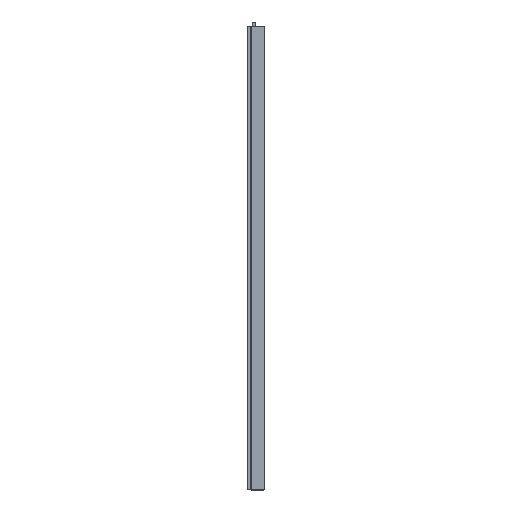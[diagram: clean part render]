
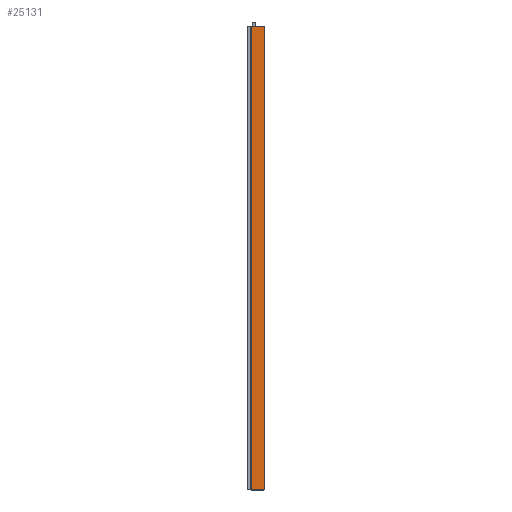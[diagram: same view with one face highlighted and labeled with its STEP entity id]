
A CAD part, left-side view. The second image highlights one B-rep face of the part: STEP entity #25131.
In plain terms, the highlighted planar face has unit normal (-1, 0, 0).
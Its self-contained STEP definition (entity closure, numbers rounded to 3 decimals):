
#281 = CARTESIAN_POINT ( 'NONE',  ( -8.25, 0.3, 959. ) ) ;
#3846 = LINE ( 'NONE', #6057, #14518 ) ;
#3945 = VERTEX_POINT ( 'NONE', #16959 ) ;
#5616 = LINE ( 'NONE', #281, #23444 ) ;
#6057 = CARTESIAN_POINT ( 'NONE',  ( -8.25, 27.7, 959. ) ) ;
#7907 = ORIENTED_EDGE ( 'NONE', *, *, #34505, .T. ) ;
#8056 = AXIS2_PLACEMENT_3D ( 'NONE', #30001, #24801, #13357 ) ;
#8181 = FACE_OUTER_BOUND ( 'NONE', #20175, .T. ) ;
#8571 = DIRECTION ( 'NONE',  ( 0., -1., 0. ) ) ;
#9078 = CARTESIAN_POINT ( 'NONE',  ( -8.25, 0.3, 0. ) ) ;
#9081 = ORIENTED_EDGE ( 'NONE', *, *, #23495, .T. ) ;
#11610 = VECTOR ( 'NONE', #17718, 1000. ) ;
#11671 = ORIENTED_EDGE ( 'NONE', *, *, #28454, .F. ) ;
#13357 = DIRECTION ( 'NONE',  ( 0., 0., -1. ) ) ;
#14518 = VECTOR ( 'NONE', #15104, 1000. ) ;
#14766 = LINE ( 'NONE', #26395, #11610 ) ;
#15104 = DIRECTION ( 'NONE',  ( 0., 0., -1. ) ) ;
#15214 = CARTESIAN_POINT ( 'NONE',  ( -8.25, 0.3, 0. ) ) ;
#15665 = CARTESIAN_POINT ( 'NONE',  ( -8.25, 27.7, 959. ) ) ;
#16959 = CARTESIAN_POINT ( 'NONE',  ( -8.25, 0.3, 959. ) ) ;
#17718 = DIRECTION ( 'NONE',  ( 0., 0., -1. ) ) ;
#18728 = PLANE ( 'NONE',  #8056 ) ;
#20175 = EDGE_LOOP ( 'NONE', ( #9081, #21965, #11671, #7907 ) ) ;
#20727 = DIRECTION ( 'NONE',  ( 0., -1., 0. ) ) ;
#21965 = ORIENTED_EDGE ( 'NONE', *, *, #27856, .F. ) ;
#22069 = VECTOR ( 'NONE', #20727, 1000. ) ;
#22450 = VERTEX_POINT ( 'NONE', #15214 ) ;
#23444 = VECTOR ( 'NONE', #8571, 1000. ) ;
#23495 = EDGE_CURVE ( 'NONE', #30324, #22450, #25704, .T. ) ;
#24801 = DIRECTION ( 'NONE',  ( 1., 0., 0. ) ) ;
#24837 = VERTEX_POINT ( 'NONE', #15665 ) ;
#25131 = ADVANCED_FACE ( 'NONE', ( #8181 ), #18728, .F. ) ;
#25704 = LINE ( 'NONE', #9078, #22069 ) ;
#26395 = CARTESIAN_POINT ( 'NONE',  ( -8.25, 0.3, 959. ) ) ;
#27856 = EDGE_CURVE ( 'NONE', #3945, #22450, #14766, .T. ) ;
#28454 = EDGE_CURVE ( 'NONE', #24837, #3945, #5616, .T. ) ;
#28760 = CARTESIAN_POINT ( 'NONE',  ( -8.25, 27.7, 0. ) ) ;
#30001 = CARTESIAN_POINT ( 'NONE',  ( -8.25, 0.3, 959. ) ) ;
#30324 = VERTEX_POINT ( 'NONE', #28760 ) ;
#34505 = EDGE_CURVE ( 'NONE', #24837, #30324, #3846, .T. ) ;
